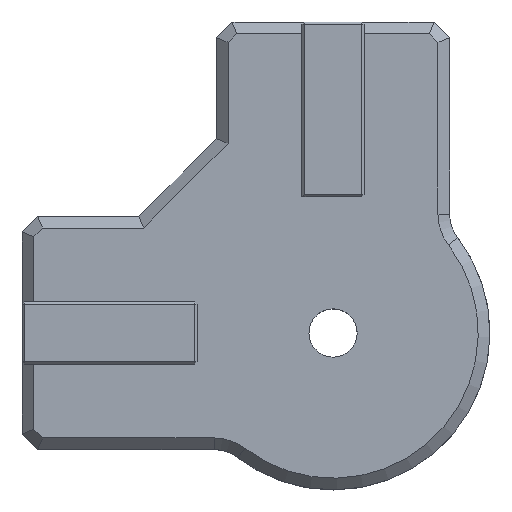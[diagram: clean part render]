
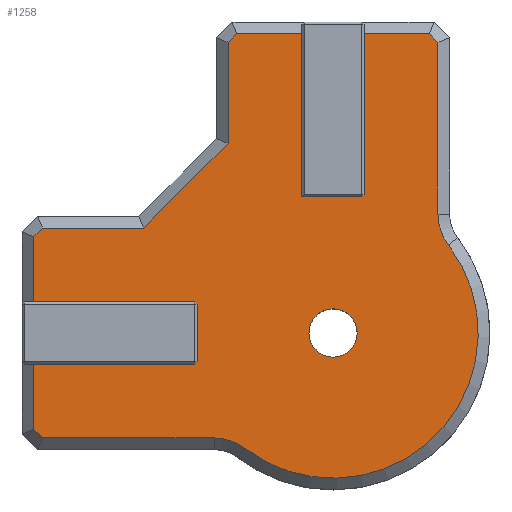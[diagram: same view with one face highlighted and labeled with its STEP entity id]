
A CAD part, top view. The second image highlights one B-rep face of the part: STEP entity #1258.
In plain terms, the highlighted planar face has unit normal (0, 0, 1).
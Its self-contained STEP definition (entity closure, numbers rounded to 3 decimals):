
#22=FACE_BOUND('',#150,.T.);
#41=CIRCLE('',#1353,3.1);
#42=CIRCLE('',#1364,6.5);
#43=CIRCLE('',#1365,18.678);
#44=CIRCLE('',#1366,6.5);
#70=FACE_OUTER_BOUND('',#149,.T.);
#149=EDGE_LOOP('',(#930,#931,#932,#933,#934,#935,#936,#937,#938,#939,#940,
#941,#942,#943,#944,#945,#946,#947,#948,#949,#950,#951,#952,#953,#954));
#150=EDGE_LOOP('',(#955));
#269=LINE('',#1949,#430);
#270=LINE('',#1951,#431);
#271=LINE('',#1953,#432);
#272=LINE('',#1955,#433);
#273=LINE('',#1957,#434);
#274=LINE('',#1959,#435);
#275=LINE('',#1961,#436);
#276=LINE('',#1963,#437);
#277=LINE('',#1965,#438);
#278=LINE('',#1967,#439);
#279=LINE('',#1969,#440);
#280=LINE('',#1971,#441);
#281=LINE('',#1973,#442);
#282=LINE('',#1975,#443);
#283=LINE('',#1977,#444);
#284=LINE('',#1979,#445);
#285=LINE('',#1987,#446);
#286=LINE('',#1989,#447);
#287=LINE('',#1991,#448);
#288=LINE('',#1993,#449);
#289=LINE('',#1995,#450);
#290=LINE('',#1996,#451);
#430=VECTOR('',#1565,1000.);
#431=VECTOR('',#1566,1000.);
#432=VECTOR('',#1567,1000.);
#433=VECTOR('',#1568,1000.);
#434=VECTOR('',#1569,1000.);
#435=VECTOR('',#1570,1000.);
#436=VECTOR('',#1571,1000.);
#437=VECTOR('',#1572,1000.);
#438=VECTOR('',#1573,1000.);
#439=VECTOR('',#1574,1000.);
#440=VECTOR('',#1575,1000.);
#441=VECTOR('',#1576,1000.);
#442=VECTOR('',#1577,1000.);
#443=VECTOR('',#1578,1000.);
#444=VECTOR('',#1579,1000.);
#445=VECTOR('',#1580,1000.);
#446=VECTOR('',#1587,1000.);
#447=VECTOR('',#1588,1000.);
#448=VECTOR('',#1589,1000.);
#449=VECTOR('',#1590,1000.);
#450=VECTOR('',#1591,1000.);
#451=VECTOR('',#1592,1000.);
#559=VERTEX_POINT('',#1883);
#580=VERTEX_POINT('',#1947);
#581=VERTEX_POINT('',#1948);
#582=VERTEX_POINT('',#1950);
#583=VERTEX_POINT('',#1952);
#584=VERTEX_POINT('',#1954);
#585=VERTEX_POINT('',#1956);
#586=VERTEX_POINT('',#1958);
#587=VERTEX_POINT('',#1960);
#588=VERTEX_POINT('',#1962);
#589=VERTEX_POINT('',#1964);
#590=VERTEX_POINT('',#1966);
#591=VERTEX_POINT('',#1968);
#592=VERTEX_POINT('',#1970);
#593=VERTEX_POINT('',#1972);
#594=VERTEX_POINT('',#1974);
#595=VERTEX_POINT('',#1976);
#596=VERTEX_POINT('',#1978);
#597=VERTEX_POINT('',#1980);
#598=VERTEX_POINT('',#1982);
#599=VERTEX_POINT('',#1984);
#600=VERTEX_POINT('',#1986);
#601=VERTEX_POINT('',#1988);
#602=VERTEX_POINT('',#1990);
#603=VERTEX_POINT('',#1992);
#604=VERTEX_POINT('',#1994);
#677=EDGE_CURVE('',#559,#559,#41,.T.);
#709=EDGE_CURVE('',#580,#581,#269,.T.);
#710=EDGE_CURVE('',#581,#582,#270,.T.);
#711=EDGE_CURVE('',#582,#583,#271,.T.);
#712=EDGE_CURVE('',#583,#584,#272,.T.);
#713=EDGE_CURVE('',#584,#585,#273,.T.);
#714=EDGE_CURVE('',#585,#586,#274,.T.);
#715=EDGE_CURVE('',#586,#587,#275,.T.);
#716=EDGE_CURVE('',#587,#588,#276,.T.);
#717=EDGE_CURVE('',#588,#589,#277,.T.);
#718=EDGE_CURVE('',#589,#590,#278,.T.);
#719=EDGE_CURVE('',#591,#590,#279,.T.);
#720=EDGE_CURVE('',#591,#592,#280,.T.);
#721=EDGE_CURVE('',#592,#593,#281,.T.);
#722=EDGE_CURVE('',#593,#594,#282,.T.);
#723=EDGE_CURVE('',#594,#595,#283,.T.);
#724=EDGE_CURVE('',#595,#596,#284,.T.);
#725=EDGE_CURVE('',#596,#597,#42,.T.);
#726=EDGE_CURVE('',#597,#598,#43,.T.);
#727=EDGE_CURVE('',#598,#599,#44,.T.);
#728=EDGE_CURVE('',#599,#600,#285,.T.);
#729=EDGE_CURVE('',#600,#601,#286,.T.);
#730=EDGE_CURVE('',#601,#602,#287,.T.);
#731=EDGE_CURVE('',#602,#603,#288,.T.);
#732=EDGE_CURVE('',#603,#604,#289,.T.);
#733=EDGE_CURVE('',#580,#604,#290,.T.);
#930=ORIENTED_EDGE('',*,*,#709,.T.);
#931=ORIENTED_EDGE('',*,*,#710,.T.);
#932=ORIENTED_EDGE('',*,*,#711,.T.);
#933=ORIENTED_EDGE('',*,*,#712,.T.);
#934=ORIENTED_EDGE('',*,*,#713,.T.);
#935=ORIENTED_EDGE('',*,*,#714,.T.);
#936=ORIENTED_EDGE('',*,*,#715,.T.);
#937=ORIENTED_EDGE('',*,*,#716,.T.);
#938=ORIENTED_EDGE('',*,*,#717,.T.);
#939=ORIENTED_EDGE('',*,*,#718,.T.);
#940=ORIENTED_EDGE('',*,*,#719,.F.);
#941=ORIENTED_EDGE('',*,*,#720,.T.);
#942=ORIENTED_EDGE('',*,*,#721,.T.);
#943=ORIENTED_EDGE('',*,*,#722,.T.);
#944=ORIENTED_EDGE('',*,*,#723,.T.);
#945=ORIENTED_EDGE('',*,*,#724,.T.);
#946=ORIENTED_EDGE('',*,*,#725,.T.);
#947=ORIENTED_EDGE('',*,*,#726,.T.);
#948=ORIENTED_EDGE('',*,*,#727,.T.);
#949=ORIENTED_EDGE('',*,*,#728,.T.);
#950=ORIENTED_EDGE('',*,*,#729,.T.);
#951=ORIENTED_EDGE('',*,*,#730,.T.);
#952=ORIENTED_EDGE('',*,*,#731,.T.);
#953=ORIENTED_EDGE('',*,*,#732,.T.);
#954=ORIENTED_EDGE('',*,*,#733,.F.);
#955=ORIENTED_EDGE('',*,*,#677,.F.);
#1183=PLANE('',#1363);
#1258=ADVANCED_FACE('',(#70,#22),#1183,.T.);
#1353=AXIS2_PLACEMENT_3D('',#1885,#1512,#1513);
#1363=AXIS2_PLACEMENT_3D('',#1946,#1563,#1564);
#1364=AXIS2_PLACEMENT_3D('',#1981,#1581,#1582);
#1365=AXIS2_PLACEMENT_3D('',#1983,#1583,#1584);
#1366=AXIS2_PLACEMENT_3D('',#1985,#1585,#1586);
#1512=DIRECTION('center_axis',(0.,0.,1.));
#1513=DIRECTION('ref_axis',(1.,0.,0.));
#1563=DIRECTION('center_axis',(0.,0.,1.));
#1564=DIRECTION('ref_axis',(1.,0.,0.));
#1565=DIRECTION('',(0.,1.,0.));
#1566=DIRECTION('',(-1.,0.,0.));
#1567=DIRECTION('',(-0.707,-0.707,0.));
#1568=DIRECTION('',(0.,-1.,0.));
#1569=DIRECTION('',(-0.707,-0.707,0.));
#1570=DIRECTION('',(-1.,0.,0.));
#1571=DIRECTION('',(-0.707,-0.707,0.));
#1572=DIRECTION('',(0.,-1.,0.));
#1573=DIRECTION('',(1.,0.,0.));
#1574=DIRECTION('',(0.707,-0.707,0.));
#1575=DIRECTION('',(0.,1.,0.));
#1576=DIRECTION('',(-0.707,-0.707,0.));
#1577=DIRECTION('',(-1.,0.,0.));
#1578=DIRECTION('',(0.,-1.,0.));
#1579=DIRECTION('',(0.707,-0.707,0.));
#1580=DIRECTION('',(1.,0.,0.));
#1581=DIRECTION('center_axis',(0.,0.,-1.));
#1582=DIRECTION('ref_axis',(1.,0.,0.));
#1583=DIRECTION('center_axis',(0.,0.,1.));
#1584=DIRECTION('ref_axis',(1.,0.,0.));
#1585=DIRECTION('center_axis',(0.,0.,-1.));
#1586=DIRECTION('ref_axis',(1.,0.,0.));
#1587=DIRECTION('',(0.,1.,0.));
#1588=DIRECTION('',(-0.707,0.707,0.));
#1589=DIRECTION('',(-1.,0.,0.));
#1590=DIRECTION('',(0.,-1.,0.));
#1591=DIRECTION('',(-0.707,-0.707,0.));
#1592=DIRECTION('',(1.,0.,0.));
#1883=CARTESIAN_POINT('',(0.,-3.1,12.));
#1885=CARTESIAN_POINT('Origin',(0.,0.,12.));
#1946=CARTESIAN_POINT('Origin',(-15.294,-20.,12.));
#1947=CARTESIAN_POINT('',(-4.,17.5,12.));
#1948=CARTESIAN_POINT('',(-4.,38.5,12.));
#1949=CARTESIAN_POINT('',(-4.,-20.,12.));
#1950=CARTESIAN_POINT('',(-12.379,38.5,12.));
#1951=CARTESIAN_POINT('',(-15.294,38.5,12.));
#1952=CARTESIAN_POINT('',(-13.5,37.379,12.));
#1953=CARTESIAN_POINT('',(-43.086,7.792,12.));
#1954=CARTESIAN_POINT('',(-13.5,24.379,12.));
#1955=CARTESIAN_POINT('',(-13.5,-20.,12.));
#1956=CARTESIAN_POINT('',(-24.379,13.5,12.));
#1957=CARTESIAN_POINT('',(-36.586,1.292,12.));
#1958=CARTESIAN_POINT('',(-37.379,13.5,12.));
#1959=CARTESIAN_POINT('',(-15.294,13.5,12.));
#1960=CARTESIAN_POINT('',(-38.5,12.379,12.));
#1961=CARTESIAN_POINT('',(-43.086,7.792,12.));
#1962=CARTESIAN_POINT('',(-38.5,4.,12.));
#1963=CARTESIAN_POINT('',(-38.5,-20.,12.));
#1964=CARTESIAN_POINT('',(-17.8,4.,12.));
#1965=CARTESIAN_POINT('',(-15.294,4.,12.));
#1966=CARTESIAN_POINT('',(-17.5,3.7,12.));
#1967=CARTESIAN_POINT('',(8.1,-21.9,12.));
#1968=CARTESIAN_POINT('',(-17.5,-3.7,12.));
#1969=CARTESIAN_POINT('',(-17.5,-4.,12.));
#1970=CARTESIAN_POINT('',(-17.8,-4.,12.));
#1971=CARTESIAN_POINT('',(-6.9,6.9,12.));
#1972=CARTESIAN_POINT('',(-38.5,-4.,12.));
#1973=CARTESIAN_POINT('',(-15.294,-4.,12.));
#1974=CARTESIAN_POINT('',(-38.5,-12.379,12.));
#1975=CARTESIAN_POINT('',(-38.5,-20.,12.));
#1976=CARTESIAN_POINT('',(-37.379,-13.5,12.));
#1977=CARTESIAN_POINT('',(-23.086,-27.792,12.));
#1978=CARTESIAN_POINT('',(-15.294,-13.5,12.));
#1979=CARTESIAN_POINT('',(-15.294,-13.5,12.));
#1980=CARTESIAN_POINT('',(-11.346,-14.837,12.));
#1981=CARTESIAN_POINT('Origin',(-15.294,-20.,12.));
#1982=CARTESIAN_POINT('',(14.837,11.346,12.));
#1983=CARTESIAN_POINT('Origin',(0.,0.,12.));
#1984=CARTESIAN_POINT('',(13.5,15.294,12.));
#1985=CARTESIAN_POINT('Origin',(20.,15.294,12.));
#1986=CARTESIAN_POINT('',(13.5,37.379,12.));
#1987=CARTESIAN_POINT('',(13.5,-20.,12.));
#1988=CARTESIAN_POINT('',(12.379,38.5,12.));
#1989=CARTESIAN_POINT('',(27.792,23.086,12.));
#1990=CARTESIAN_POINT('',(4.,38.5,12.));
#1991=CARTESIAN_POINT('',(-15.294,38.5,12.));
#1992=CARTESIAN_POINT('',(4.,17.8,12.));
#1993=CARTESIAN_POINT('',(4.,-20.,12.));
#1994=CARTESIAN_POINT('',(3.7,17.5,12.));
#1995=CARTESIAN_POINT('',(-6.9,6.9,12.));
#1996=CARTESIAN_POINT('',(-4.,17.5,12.));
